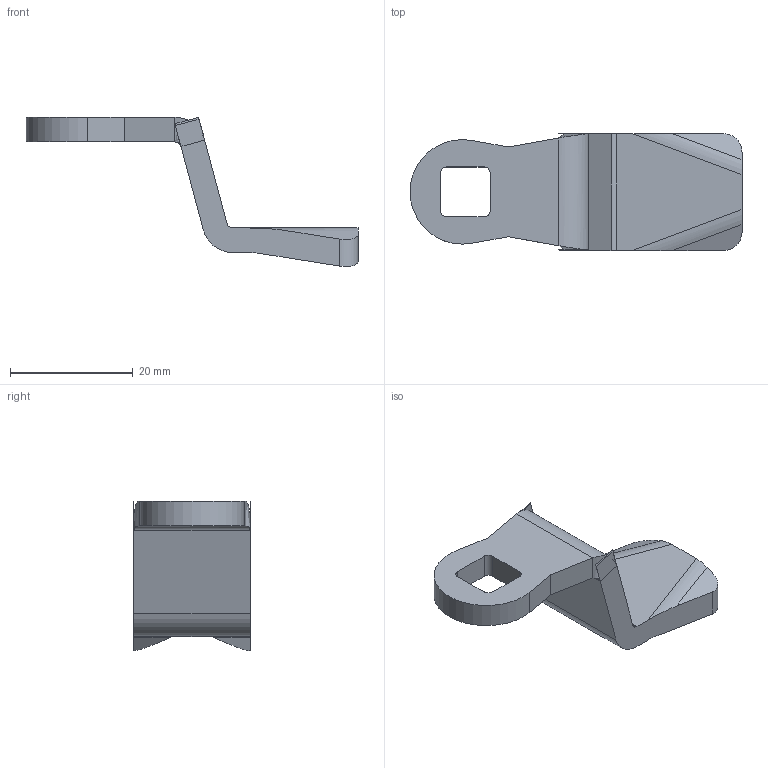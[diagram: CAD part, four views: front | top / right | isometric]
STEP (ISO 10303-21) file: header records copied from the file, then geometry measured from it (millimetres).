
FILE_DESCRIPTION(('STEP AP203'),'1');
FILE_NAME('30403429.step','2016-02-11T07:57:27',(' '),(' '),'Spatial InterOp 3D',' ',' ');
FILE_SCHEMA(('CONFIG_CONTROL_DESIGN'));
Length unit declared in the file: millimetre
Products named in the file (1): 1
Bounding box: 54 x 19 x 24.28 mm (x, y, z)
Volume: 4417.1 mm3; surface area: 3056.7 mm2
Topology: 1 solids, 1 shells, 62 faces, 160 edges, 104 vertices
Faces by surface type: plane 43, cylinder 15, extrusion 2, bspline 2
Entity records: 2066 total; most frequent: CARTESIAN_POINT 539, ORIENTED_EDGE 316, DIRECTION 284, EDGE_CURVE 158, VECTOR 106, VERTEX_POINT 104, LINE 104, AXIS2_PLACEMENT_3D 89
